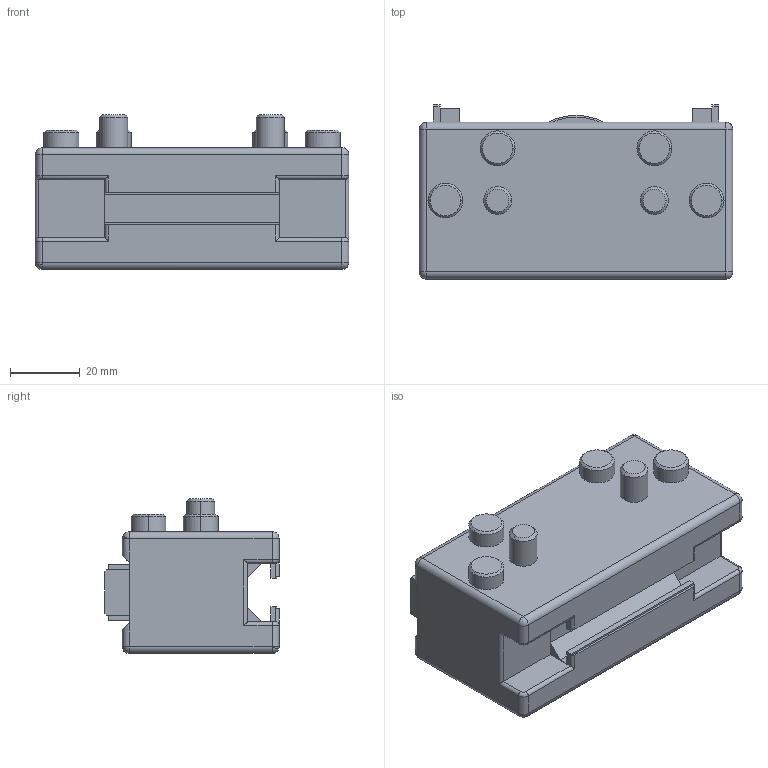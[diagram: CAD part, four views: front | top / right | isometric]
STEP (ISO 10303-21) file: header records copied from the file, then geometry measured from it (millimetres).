
FILE_DESCRIPTION(('STEP AP214'),'1');
FILE_NAME('cctmp_3BE8C6F8-06D1-4CE7-AD02-8CAA173116D6_2020_1_13_17_20_12_489..stp','2020-01-13T16:20:12',('Bosch Rexroth AG'),('CADClick - www.CADClick.com'),'Spatial InterOp 3D',' ','unknown authorization - (Healing Option Enabled)');
FILE_SCHEMA(('AUTOMOTIVE_DESIGN'));
Length unit declared in the file: millimetre
Products named in the file (1): 2020_01_13__17-20-12-489
Bounding box: 90 x 50 x 44.5 mm (x, y, z)
Volume: 130755.5 mm3; surface area: 20825.2 mm2
Topology: 1 solids, 1 shells, 142 faces, 333 edges, 202 vertices
Faces by surface type: plane 66, cylinder 44, cone 16, sphere 12, torus 4
Entity records: 5200 total; most frequent: CARTESIAN_POINT 776, DIRECTION 701, ORIENTED_EDGE 666, EDGE_CURVE 333, AXIS2_PLACEMENT_3D 245, LINE 211, VECTOR 211, VERTEX_POINT 202
